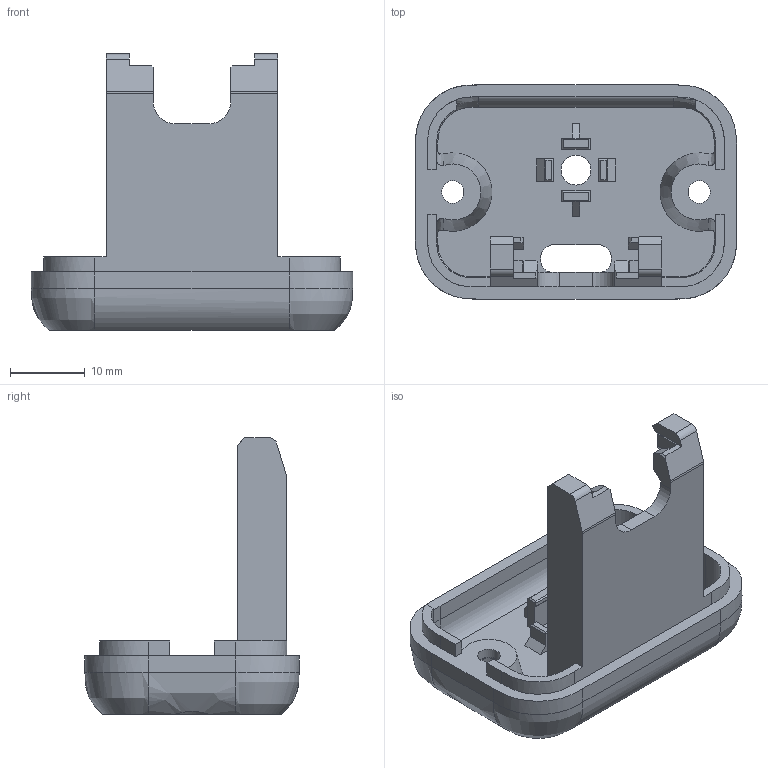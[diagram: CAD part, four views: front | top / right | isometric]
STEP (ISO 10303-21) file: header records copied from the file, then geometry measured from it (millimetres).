
FILE_DESCRIPTION(/* description */ (''),/* implementation_level */ '2;1');
FILE_NAME(/* name */ 'nn v1.step',/* time_stamp */ '2025-08-23T22:01:59-07:00',/* author */ (''),/* organization */ (''),/* preprocessor_version */ 'ST-DEVELOPER v20.1',/* originating_system */ 'Autodesk Translation Framework v14.10.0.0',/* authorisation */ '');
FILE_SCHEMA (('AUTOMOTIVE_DESIGN { 1 0 10303 214 3 1 1 }'));
Length unit declared in the file: millimetre
Products named in the file (1): nn
Bounding box: 43 x 28.67 x 37 mm (x, y, z)
Volume: 6038.2 mm3; surface area: 6679.9 mm2
Topology: 1 solids, 1 shells, 247 faces, 666 edges, 423 vertices
Faces by surface type: plane 186, bspline 31, cylinder 21, cone 9
Full cylindrical faces by diameter (mm): 3 x2, 4 x1, 6 x2
Entity records: 27429 total; most frequent: CARTESIAN_POINT 21400, ORIENTED_EDGE 1332, DIRECTION 1085, EDGE_CURVE 666, LINE 525, VECTOR 525, VERTEX_POINT 423, AXIS2_PLACEMENT_3D 280
